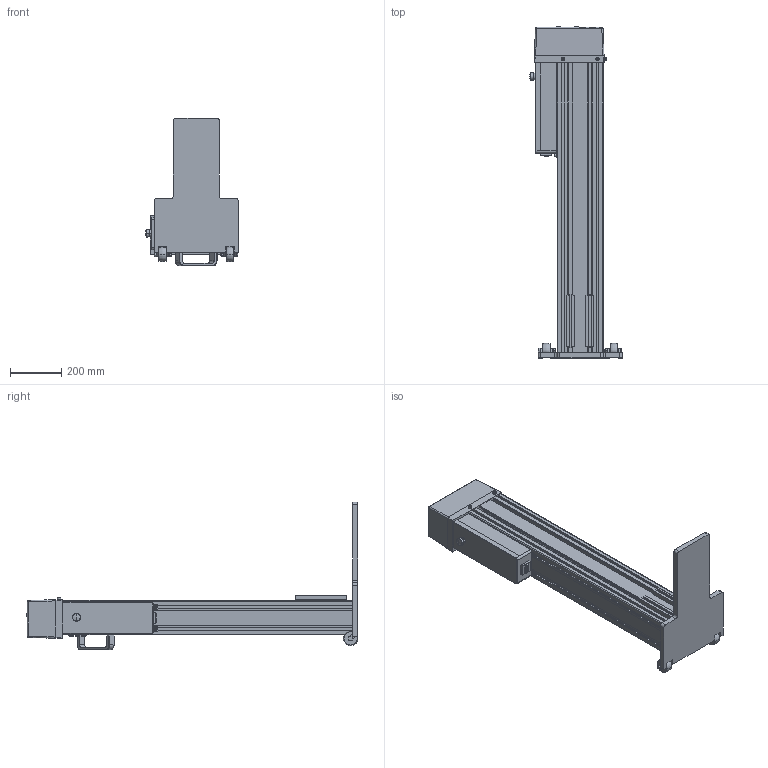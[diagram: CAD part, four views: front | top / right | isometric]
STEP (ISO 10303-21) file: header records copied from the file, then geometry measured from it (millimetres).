
FILE_DESCRIPTION(('STEP AP214'),'1');
FILE_NAME('cctmp_3C560891-A752-46D2-B3E7-90257A496381_2023_04_19_16_51_33_0835_16236..stp','2023-04-19T14:51:34',('Bosch Rexroth AG'),('CADClick - www.CADClick.com'),'Spatial InterOp 3D',' ','unknown authorization - (Healing Option Enabled)');
FILE_SCHEMA(('AUTOMOTIVE_DESIGN'));
Length unit declared in the file: millimetre
Products named in the file (1): 2023_04_19_16_51_33_0819
Bounding box: 362.81 x 1300.61 x 578 mm (x, y, z)
Volume: 30609693 mm3; surface area: 2380722.5 mm2
Topology: 1 solids, 1 shells, 573 faces, 1568 edges, 1022 vertices
Faces by surface type: plane 390, cylinder 123, torus 24, sphere 16, cone 14, bspline 6
Entity records: 29333 total; most frequent: CARTESIAN_POINT 10023, ORIENTED_EDGE 3112, DIRECTION 2991, EDGE_CURVE 1556, LINE 1161, VECTOR 1161, VERTEX_POINT 1022, AXIS2_PLACEMENT_3D 915
